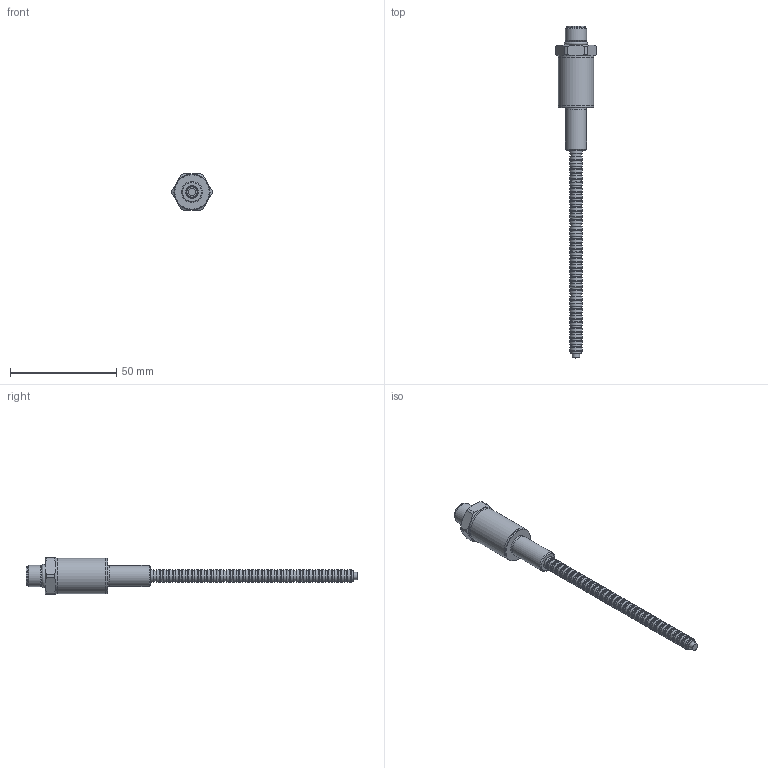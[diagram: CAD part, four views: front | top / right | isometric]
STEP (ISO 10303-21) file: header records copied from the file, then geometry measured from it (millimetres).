
FILE_DESCRIPTION (( 'STEP AP214' ), '1' );
FILE_NAME ('PET161_02_11.STEP', '2020-12-04T08:33:28', ( '' ), ( '' ), 'SwSTEP 2.0', 'SolidWorks 2015', '' );
FILE_SCHEMA (( 'AUTOMOTIVE_DESIGN' ));
Length unit declared in the file: millimetre
Products named in the file (1): PET161_02_11
Bounding box: 19 x 156.5 x 17 mm (x, y, z)
Volume: 13989.5 mm3; surface area: 10334.7 mm2
Topology: 46 solids, 46 shells, 356 faces, 536 edges, 322 vertices
Faces by surface type: plane 148, cylinder 103, torus 83, cone 22
Full cylindrical faces by diameter (mm): 2.5 x1, 3.4 x1, 4.8 x40, 6 x41, 6.6 x1, 7.8 x1, 8.5 x3, 9 x1, 9.9 x2, 10 x1, 15.1 x2, 16.6 x3
Entity records: 7401 total; most frequent: DIRECTION 1344, CARTESIAN_POINT 1151, ORIENTED_EDGE 690, AXIS2_PLACEMENT_3D 666, EDGE_LOOP 596, FACE_OUTER_BOUND 534, ADVANCED_FACE 356, EDGE_CURVE 345
